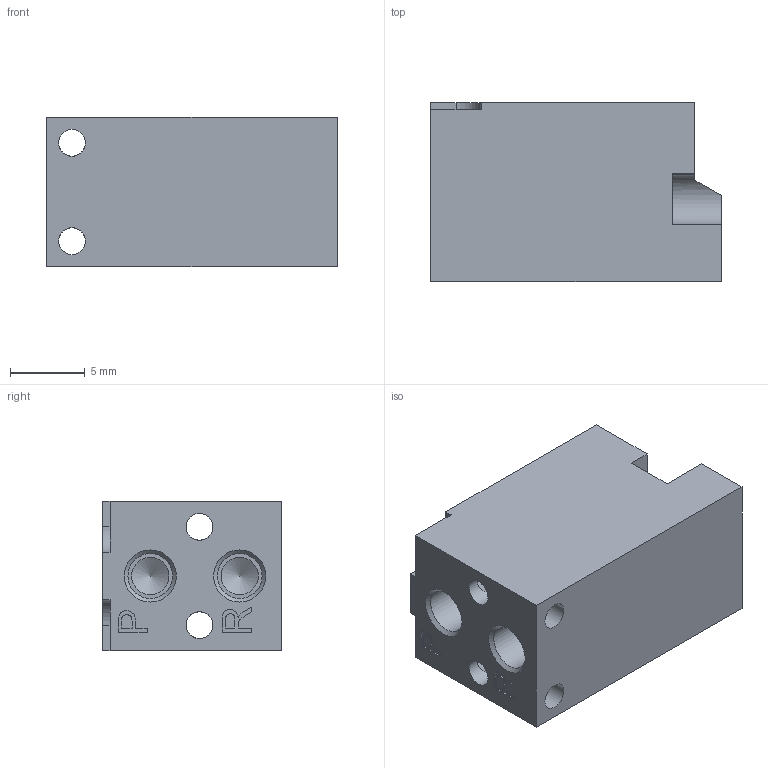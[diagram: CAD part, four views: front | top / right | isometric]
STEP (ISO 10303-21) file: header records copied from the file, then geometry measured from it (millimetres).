
FILE_DESCRIPTION(/* description */ (''),/* implementation_level */ '2;1');
FILE_NAME(/* name */ 'Valve Base.ipt.step',/* time_stamp */ '2020-04-16T23:14:12-04:00',/* author */ ('Jordan'),/* organization */ (''),/* preprocessor_version */ 'ST-DEVELOPER v17',/* originating_system */ 'Autodesk Inventor 2019',/* authorisation */ '');
FILE_SCHEMA (('AUTOMOTIVE_DESIGN { 1 0 10303 214 3 1 1 }'));
Length unit declared in the file: millimetre
Products named in the file (1): Valve Base
Bounding box: 19.5 x 12 x 10 mm (x, y, z)
Volume: 1876.1 mm3; surface area: 1566.2 mm2
Topology: 1 solids, 1 shells, 101 faces, 289 edges, 196 vertices
Faces by surface type: plane 60, cylinder 19, bspline 16, cone 6
Full cylindrical faces by diameter (mm): 1.8 x8, 2.5 x3, 3 x3, 3.4 x1
Entity records: 4060 total; most frequent: CARTESIAN_POINT 1392, ORIENTED_EDGE 572, DIRECTION 499, EDGE_CURVE 286, VERTEX_POINT 196, LINE 181, VECTOR 181, AXIS2_PLACEMENT_3D 159
